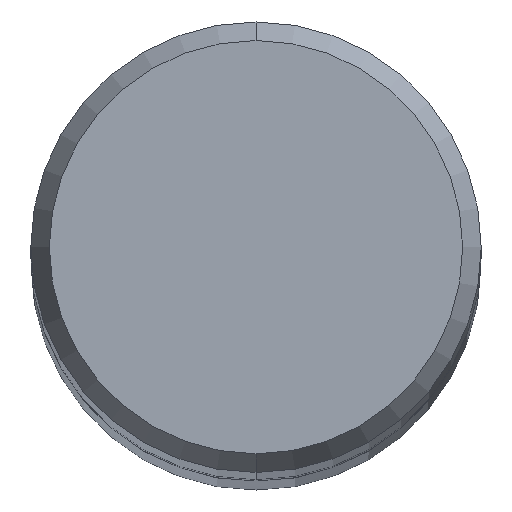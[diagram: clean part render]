
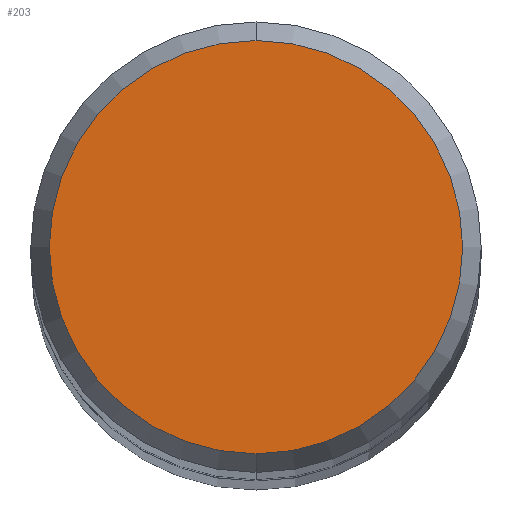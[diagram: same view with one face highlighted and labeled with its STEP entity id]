
A CAD part, top view. The second image highlights one B-rep face of the part: STEP entity #203.
In plain terms, the highlighted planar face has unit normal (0, 0, 1).
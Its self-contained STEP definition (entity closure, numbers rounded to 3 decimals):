
#107=VERTEX_POINT('',#260);
#125=EDGE_CURVE('',#107,#225,#279,.T.);
#153=EDGE_CURVE('',#225,#107,#311,.T.);
#203=ADVANCED_FACE('',(#367),#368,.T.);
#225=VERTEX_POINT('',#392);
#260=CARTESIAN_POINT('',(0.,-2.552,0.0));
#279=CIRCLE('',#452,2.552);
#311=CIRCLE('',#491,2.552);
#367=FACE_OUTER_BOUND('',#558,.T.);
#368=PLANE('',#559);
#392=CARTESIAN_POINT('',(0.0,2.552,0.0));
#452=AXIS2_PLACEMENT_3D('',#639,#640,#641);
#491=AXIS2_PLACEMENT_3D('',#685,#686,#687);
#558=EDGE_LOOP('',(#756,#757));
#559=AXIS2_PLACEMENT_3D('',#758,#759,#760);
#639=CARTESIAN_POINT('',(0.0,0.0,0.0));
#640=DIRECTION('',(0.0,0.0,-1.0));
#641=DIRECTION('',(0.0,1.0,0.0));
#685=CARTESIAN_POINT('',(0.0,0.0,0.0));
#686=DIRECTION('',(0.0,0.0,-1.0));
#687=DIRECTION('',(0.0,1.0,0.0));
#756=ORIENTED_EDGE('',*,*,#153,.F.);
#757=ORIENTED_EDGE('',*,*,#125,.F.);
#758=CARTESIAN_POINT('',(0.0,1.276,0.0));
#759=DIRECTION('',(-0.0,0.0,1.0));
#760=DIRECTION('',(0.0,-1.0,0.0));
